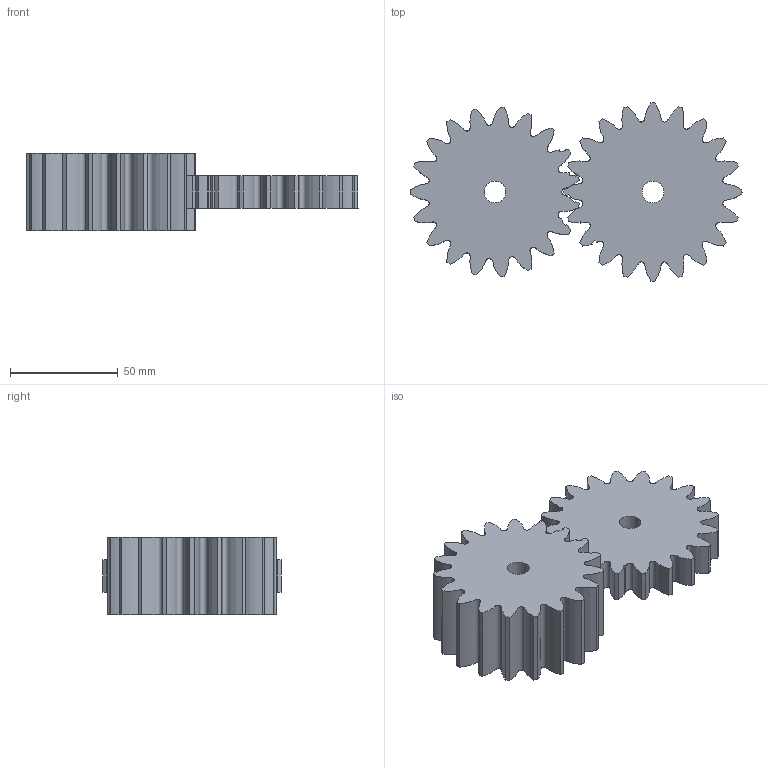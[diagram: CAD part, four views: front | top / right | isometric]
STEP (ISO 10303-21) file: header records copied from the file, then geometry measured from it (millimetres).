
FILE_DESCRIPTION(('CATIA V5 STEP Exchange','CAx-IF Rec.Pracs.--- Model Styling and Organization---1.5--- 2016-08-15','CAx-IF Rec.Pracs.---Supplemental Geometry---1.0---2011-11-01','CAx-IF Rec.Pracs.--- Composite Materials ---3.4---2017-06-13','CAx-IF Rec.Pracs.---Tessellated 3D Geometry---1.0---2015-12-17'),'2;1');
FILE_NAME('1_damage.stp','2025-08-04T07:54:51+00:00',('none'),('none'),'CATIA Version 5-6 Release 2020','CATIA V5 STEP AP242 v1','none');
FILE_SCHEMA(('AP242_MANAGED_MODEL_BASED_3D_ENGINEERING_MIM_LF {1 0 10303 442 1 1 4}'));
Length unit declared in the file: millimetre
Products named in the file (3): 1; SpurGear1_GearTrax; SpurGear2_GearTrax
Assembly tree (2 placements, depth 2):
  1
    SpurGear1_GearTrax
    SpurGear2_GearTrax
Bounding box: 153.75 x 82.5 x 36 mm (x, y, z)
Volume: 198245.8 mm3; surface area: 39920.9 mm2
Topology: 2 solids, 2 shells, 122 faces, 356 edges, 238 vertices
Faces by surface type: bspline 48, cylinder 43, plane 31
Entity records: 12654 total; most frequent: CARTESIAN_POINT 9859, ORIENTED_EDGE 712, EDGE_CURVE 356, DIRECTION 278, VERTEX_POINT 238, B_SPLINE_CURVE_WITH_KNOTS 156, AXIS2_PLACEMENT_3D 127, EDGE_LOOP 126
